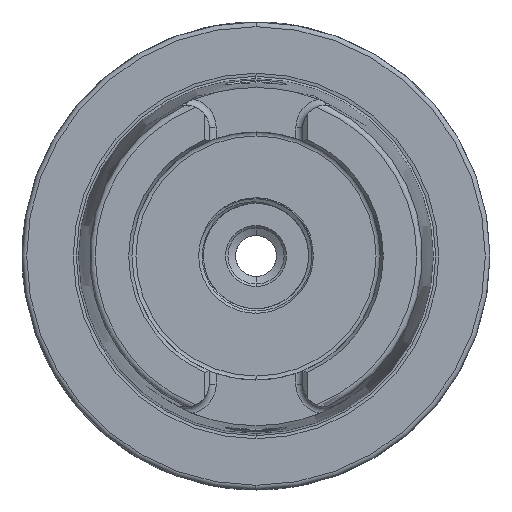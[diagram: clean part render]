
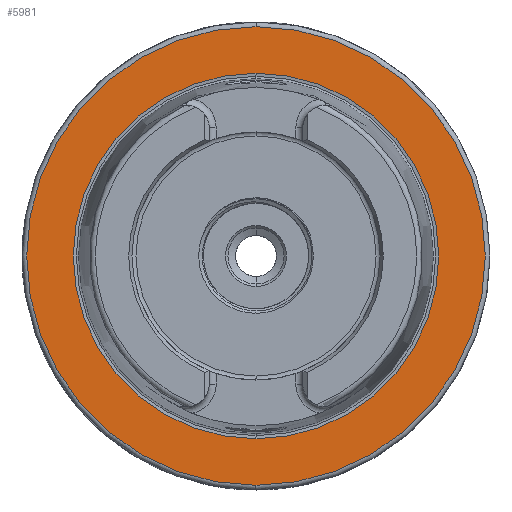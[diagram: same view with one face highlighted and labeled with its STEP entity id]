
A CAD part, left-side view. The second image highlights one B-rep face of the part: STEP entity #5981.
In plain terms, the highlighted planar face has unit normal (-1, 0, 0).
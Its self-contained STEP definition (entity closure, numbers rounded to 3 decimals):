
#6 = VERTEX_POINT ( 'NONE', #1638 ) ;
#13 = EDGE_CURVE ( 'NONE', #23113, #20, #1623, .T. ) ;
#19 = VERTEX_POINT ( 'NONE', #1651 ) ;
#20 = VERTEX_POINT ( 'NONE', #1655 ) ;
#22 = EDGE_CURVE ( 'NONE', #19, #6, #1647, .T. ) ;
#1616 = CARTESIAN_POINT ( 'NONE',  ( 0., 0., 0. ) ) ;
#1617 = AXIS2_PLACEMENT_3D ( 'NONE', #1616, #1673, #1672 ) ;
#1623 = CIRCLE ( 'NONE', #1617, 39.054 ) ;
#1638 = CARTESIAN_POINT ( 'NONE',  ( 0., 0., -49. ) ) ;
#1643 = DIRECTION ( 'NONE',  ( 0., 0., 1. ) ) ;
#1644 = DIRECTION ( 'NONE',  ( -1., 0., 0. ) ) ;
#1645 = CARTESIAN_POINT ( 'NONE',  ( 0., 0., 0. ) ) ;
#1646 = AXIS2_PLACEMENT_3D ( 'NONE', #1645, #1644, #1643 ) ;
#1647 = CIRCLE ( 'NONE', #1646, 49. ) ;
#1651 = CARTESIAN_POINT ( 'NONE',  ( 0., 0., 49. ) ) ;
#1655 = CARTESIAN_POINT ( 'NONE',  ( 0., 0., -39.054 ) ) ;
#1672 = DIRECTION ( 'NONE',  ( 0., 0., -1. ) ) ;
#1673 = DIRECTION ( 'NONE',  ( 1., 0., 0. ) ) ;
#5981 = ADVANCED_FACE ( 'NONE', ( #17296, #17290 ), #17233, .T. ) ;
#5983 = EDGE_LOOP ( 'NONE', ( #5984, #5985 ) ) ;
#5984 = ORIENTED_EDGE ( 'NONE', *, *, #13, .T. ) ;
#5985 = ORIENTED_EDGE ( 'NONE', *, *, #6081, .T. ) ;
#6038 = ORIENTED_EDGE ( 'NONE', *, *, #6040, .T. ) ;
#6040 = EDGE_CURVE ( 'NONE', #6, #19, #17515, .T. ) ;
#6043 = EDGE_LOOP ( 'NONE', ( #6044, #6038 ) ) ;
#6044 = ORIENTED_EDGE ( 'NONE', *, *, #22, .T. ) ;
#6081 = EDGE_CURVE ( 'NONE', #20, #23113, #17521, .T. ) ;
#11993 = CARTESIAN_POINT ( 'NONE',  ( 0., 0., 39.054 ) ) ;
#17233 = PLANE ( 'NONE',  #17294 ) ;
#17272 = DIRECTION ( 'NONE',  ( -1., 0., 0. ) ) ;
#17290 = FACE_BOUND ( 'NONE', #5983, .T. ) ;
#17291 = CARTESIAN_POINT ( 'NONE',  ( 0., 39.054, 0. ) ) ;
#17294 = AXIS2_PLACEMENT_3D ( 'NONE', #17291, #17272, #17325 ) ;
#17296 = FACE_OUTER_BOUND ( 'NONE', #6043, .T. ) ;
#17325 = DIRECTION ( 'NONE',  ( 0., 0., 1. ) ) ;
#17511 = DIRECTION ( 'NONE',  ( 0., 0., 1. ) ) ;
#17512 = DIRECTION ( 'NONE',  ( -1., 0., 0. ) ) ;
#17513 = CARTESIAN_POINT ( 'NONE',  ( 0., 0., 0. ) ) ;
#17514 = AXIS2_PLACEMENT_3D ( 'NONE', #17513, #17512, #17511 ) ;
#17515 = CIRCLE ( 'NONE', #17514, 49. ) ;
#17518 = DIRECTION ( 'NONE',  ( 0., 0., -1. ) ) ;
#17519 = DIRECTION ( 'NONE',  ( 1., 0., 0. ) ) ;
#17520 = CARTESIAN_POINT ( 'NONE',  ( 0., 0., 0. ) ) ;
#17521 = CIRCLE ( 'NONE', #17528, 39.054 ) ;
#17528 = AXIS2_PLACEMENT_3D ( 'NONE', #17520, #17519, #17518 ) ;
#23113 = VERTEX_POINT ( 'NONE', #11993 ) ;
